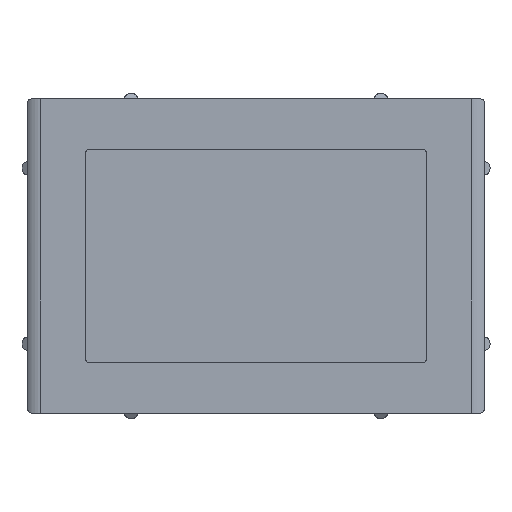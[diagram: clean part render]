
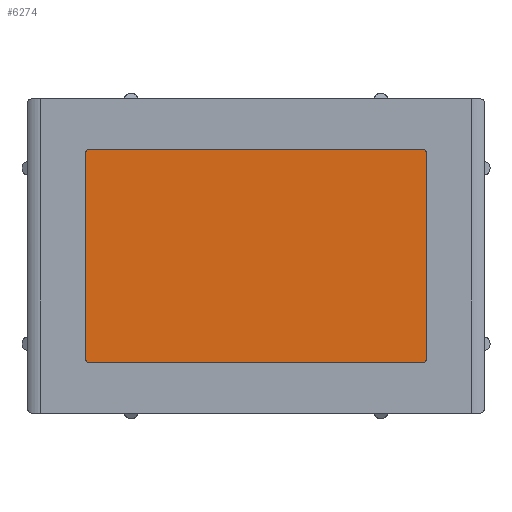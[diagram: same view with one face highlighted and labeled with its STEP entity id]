
A CAD part, top view. The second image highlights one B-rep face of the part: STEP entity #6274.
In plain terms, the highlighted planar face has unit normal (0, 0, 1).
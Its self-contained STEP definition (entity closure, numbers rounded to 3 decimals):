
#6171=AXIS2_PLACEMENT_3D('Circle Axis2P3D',#6169,#6170,$) ;
#6215=AXIS2_PLACEMENT_3D('Plane Axis2P3D',#6212,#6213,#6214) ;
#6226=AXIS2_PLACEMENT_3D('Circle Axis2P3D',#6224,#6225,$) ;
#6240=AXIS2_PLACEMENT_3D('Circle Axis2P3D',#6238,#6239,$) ;
#6254=AXIS2_PLACEMENT_3D('Circle Axis2P3D',#6252,#6253,$) ;
#6169=CARTESIAN_POINT('Axis2P3D Location',(257.15,170.7,51.6)) ;
#6173=CARTESIAN_POINT('Vertex',(257.15,172.5,51.6)) ;
#6175=CARTESIAN_POINT('Vertex',(258.95,170.7,51.6)) ;
#6212=CARTESIAN_POINT('Axis2P3D Location',(296.45,3.45,51.6)) ;
#6217=CARTESIAN_POINT('Line Origine',(149.95,172.5,51.6)) ;
#6221=CARTESIAN_POINT('Vertex',(42.75,172.5,51.6)) ;
#6224=CARTESIAN_POINT('Axis2P3D Location',(42.75,170.7,51.6)) ;
#6228=CARTESIAN_POINT('Vertex',(40.95,170.7,51.6)) ;
#6231=CARTESIAN_POINT('Line Origine',(40.95,104.2,51.6)) ;
#6235=CARTESIAN_POINT('Vertex',(40.95,37.7,51.6)) ;
#6238=CARTESIAN_POINT('Axis2P3D Location',(42.75,37.7,51.6)) ;
#6242=CARTESIAN_POINT('Vertex',(42.75,35.9,51.6)) ;
#6245=CARTESIAN_POINT('Line Origine',(149.95,35.9,51.6)) ;
#6249=CARTESIAN_POINT('Vertex',(257.15,35.9,51.6)) ;
#6252=CARTESIAN_POINT('Axis2P3D Location',(257.15,37.7,51.6)) ;
#6256=CARTESIAN_POINT('Vertex',(258.95,37.7,51.6)) ;
#6259=CARTESIAN_POINT('Line Origine',(258.95,104.2,51.6)) ;
#6170=DIRECTION('Axis2P3D Direction',(0.,0.,-1.)) ;
#6213=DIRECTION('Axis2P3D Direction',(0.,0.,-1.)) ;
#6214=DIRECTION('Axis2P3D XDirection',(-1.,0.,0.)) ;
#6218=DIRECTION('Vector Direction',(-1.,0.,0.)) ;
#6225=DIRECTION('Axis2P3D Direction',(0.,0.,-1.)) ;
#6232=DIRECTION('Vector Direction',(0.,1.,0.)) ;
#6239=DIRECTION('Axis2P3D Direction',(0.,0.,-1.)) ;
#6246=DIRECTION('Vector Direction',(1.,0.,0.)) ;
#6253=DIRECTION('Axis2P3D Direction',(0.,0.,-1.)) ;
#6260=DIRECTION('Vector Direction',(0.,-1.,0.)) ;
#6219=VECTOR('Line Direction',#6218,1.) ;
#6233=VECTOR('Line Direction',#6232,1.) ;
#6247=VECTOR('Line Direction',#6246,1.) ;
#6261=VECTOR('Line Direction',#6260,1.) ;
#6265=ORIENTED_EDGE('',*,*,#6223,.F.) ;
#6266=ORIENTED_EDGE('',*,*,#6230,.F.) ;
#6267=ORIENTED_EDGE('',*,*,#6237,.F.) ;
#6268=ORIENTED_EDGE('',*,*,#6244,.F.) ;
#6269=ORIENTED_EDGE('',*,*,#6251,.F.) ;
#6270=ORIENTED_EDGE('',*,*,#6258,.F.) ;
#6271=ORIENTED_EDGE('',*,*,#6263,.F.) ;
#6272=ORIENTED_EDGE('',*,*,#6177,.F.) ;
#6274=ADVANCED_FACE('Screen',(#6273),#6216,.F.) ;
#6172=CIRCLE('generated circle',#6171,1.8) ;
#6227=CIRCLE('generated circle',#6226,1.8) ;
#6241=CIRCLE('generated circle',#6240,1.8) ;
#6255=CIRCLE('generated circle',#6254,1.8) ;
#6177=EDGE_CURVE('',#6174,#6176,#6172,.T.) ;
#6223=EDGE_CURVE('',#6222,#6174,#6220,.F.) ;
#6230=EDGE_CURVE('',#6229,#6222,#6227,.T.) ;
#6237=EDGE_CURVE('',#6236,#6229,#6234,.T.) ;
#6244=EDGE_CURVE('',#6243,#6236,#6241,.T.) ;
#6251=EDGE_CURVE('',#6250,#6243,#6248,.F.) ;
#6258=EDGE_CURVE('',#6257,#6250,#6255,.T.) ;
#6263=EDGE_CURVE('',#6176,#6257,#6262,.T.) ;
#6264=EDGE_LOOP('',(#6265,#6266,#6267,#6268,#6269,#6270,#6271,#6272)) ;
#6273=FACE_OUTER_BOUND('',#6264,.T.) ;
#6220=LINE('Line',#6217,#6219) ;
#6234=LINE('Line',#6231,#6233) ;
#6248=LINE('Line',#6245,#6247) ;
#6262=LINE('Line',#6259,#6261) ;
#6216=PLANE('',#6215) ;
#6174=VERTEX_POINT('',#6173) ;
#6176=VERTEX_POINT('',#6175) ;
#6222=VERTEX_POINT('',#6221) ;
#6229=VERTEX_POINT('',#6228) ;
#6236=VERTEX_POINT('',#6235) ;
#6243=VERTEX_POINT('',#6242) ;
#6250=VERTEX_POINT('',#6249) ;
#6257=VERTEX_POINT('',#6256) ;
